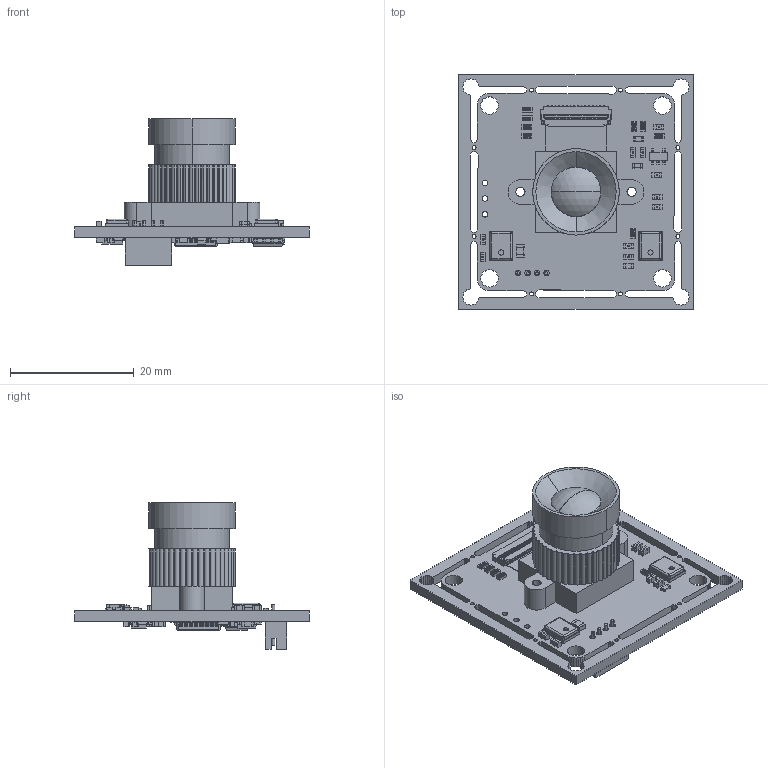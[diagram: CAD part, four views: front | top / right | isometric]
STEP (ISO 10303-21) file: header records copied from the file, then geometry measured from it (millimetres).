
FILE_DESCRIPTION (( 'STEP AP214' ), '1' );
FILE_NAME ('B0418.STEP', '2022-12-29T07:04:09', ( '' ), ( '' ), 'SwSTEP 2.0', 'SolidWorks 2021', '' );
FILE_SCHEMA (( 'AUTOMOTIVE_DESIGN' ));
Length unit declared in the file: millimetre
Products named in the file (103): C13.step; User_Library-FB_1608_Pad001.step; R6.step; C16.step; L1.step; U3.step; 6115132832.step; R12.step; 7081847264.step; 6020077104.step; 6020075024.step; L3.step; U12.step; C17.step; C4.step; 7164554928.step; R1.step; B4B-ZR.step; User_Library-FB_1608_Cut.step; R11.step; C26.step; R10.step; 錨璃5; C6.step; R7.step; R18.step; R19.step; 7164555968.step; U4.step; 6009321584.step; R22.step; U6.step; L__X2__00F6__X0__tende.step; C35.step; C32.step; 6020076064.step; U5.step; C25.step; C7.step; D1.step ...
Assembly tree (149 placements, depth 5):
  B0418
    UC-844_Rev.B.step
      Board.step
        Open CASCADE STEP translator 6.8 1.1.1.step
      R13.step
        6020076064.step
      R5.step
        6115132832.step
      R22.step
        6115132832.step
      R6.step
        6009320384.step
      R4.step
        6009320384.step
      R3.step
        6009320384.step
      R12.step
        6115132832.step
      R11.step
        6115118912.step
      R10.step
        6115132832.step
      U12.step
        6020078944.step
      U11.step
        7081847344.step
      R19.step
        6020075024.step
      R18.step
        6020075024.step
      R17.step
        6020076064.step
      R16.step
        6115118912.step
      U7.step
        7081847424.step
      C36.step
        6020073344.step
      C35.step
        6020073344.step
      C34.step
        6009321584.step
      C26.step
        6009321584.step
      U5.step
        7164553088.step
      U4.step
        7164553088.step
      L1.step
        7082007024.step
          User_Library-FB_1608_Pad001.step
          User_Library-FB_1608_Cut.step
      U2.step
        6020416016.step
      U1.step
        6020416016.step
      R1.step
        6115118912.step
      L3.step
        7164554928.step
Bounding box: 38 x 38 x 23.74 mm (x, y, z)
Volume: 3780.8 mm3; surface area: 6830.7 mm2
Topology: 103 solids, 103 shells, 6520 faces, 16965 edges, 10557 vertices
Faces by surface type: plane 3574, bspline 1280, cylinder 1253, sphere 408, torus 3, cone 2
Entity records: 156324 total; most frequent: CARTESIAN_POINT 55746, ORIENTED_EDGE 20436, DIRECTION 17898, EDGE_CURVE 10218, LINE 8000, VECTOR 8000, VERTEX_POINT 6641, AXIS2_PLACEMENT_3D 4949
